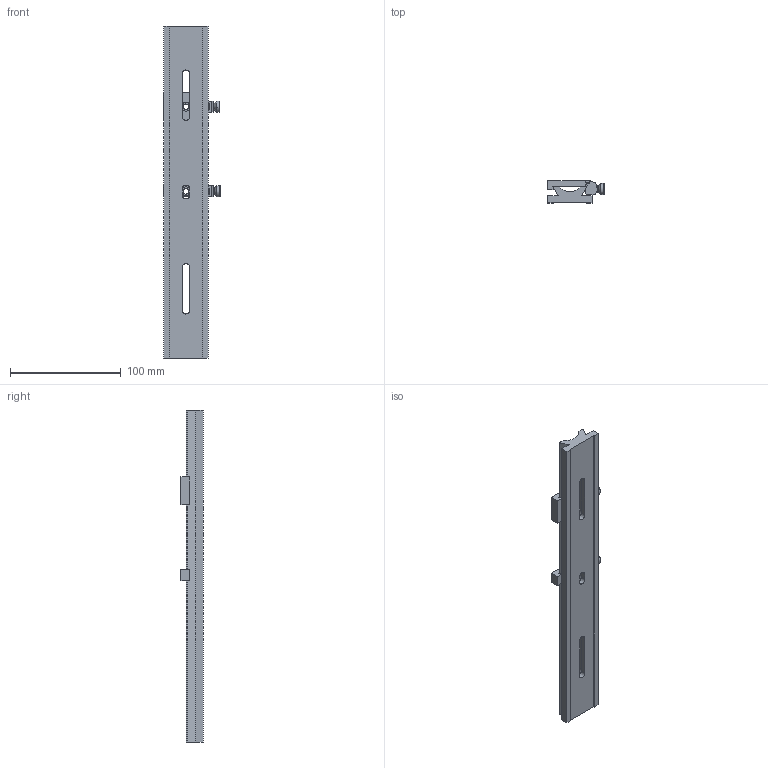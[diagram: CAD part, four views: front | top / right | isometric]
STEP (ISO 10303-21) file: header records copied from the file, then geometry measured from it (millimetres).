
FILE_DESCRIPTION (( 'STEP AP203' ), '1' );
FILE_NAME ('523570.STEP', '2024-12-13T01:11:49', ( '' ), ( '' ), 'SwSTEP 2.0', 'SolidWorks 2020', '' );
FILE_SCHEMA (( 'CONFIG_CONTROL_DESIGN' ));
Length unit declared in the file: millimetre
Products named in the file (1): 523570
Bounding box: 51.03 x 20 x 300 mm (x, y, z)
Volume: 117535.7 mm3; surface area: 46684.2 mm2
Topology: 8 solids, 8 shells, 2800 faces, 7185 edges, 4778 vertices
Faces by surface type: plane 2176, bspline 513, cylinder 83, cone 20, torus 8
Entity records: 107878 total; most frequent: CARTESIAN_POINT 42917, ORIENTED_EDGE 14370, DIRECTION 10897, EDGE_CURVE 7185, LINE 5961, VECTOR 5961, VERTEX_POINT 4778, EDGE_LOOP 3215
